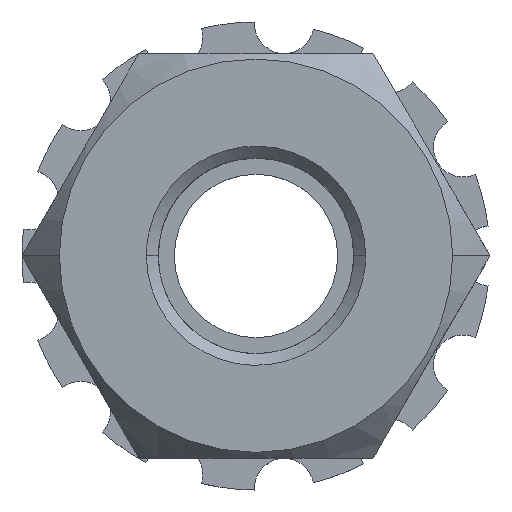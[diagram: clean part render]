
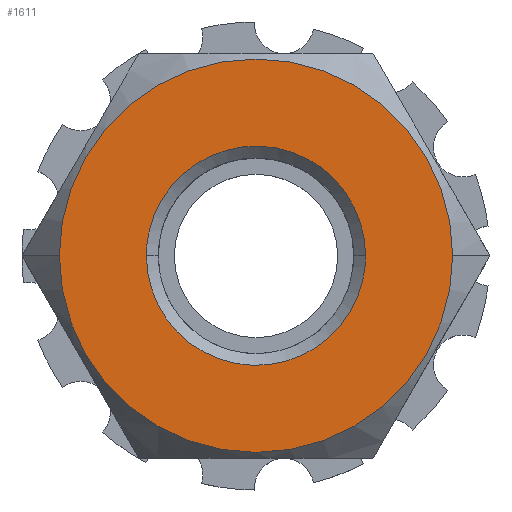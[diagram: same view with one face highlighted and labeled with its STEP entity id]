
A CAD part, top view. The second image highlights one B-rep face of the part: STEP entity #1611.
In plain terms, the highlighted planar face has unit normal (0, 0, 1).
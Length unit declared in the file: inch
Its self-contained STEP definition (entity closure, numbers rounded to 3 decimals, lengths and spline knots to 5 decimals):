
#37 = CARTESIAN_POINT ( 'NONE',  ( -0.52141, 0.12265, 0.121 ) ) ;
#113 = CARTESIAN_POINT ( 'NONE',  ( -0.70541, 0.09861, 0.121 ) ) ;
#114 = CARTESIAN_POINT ( 'NONE',  ( -0.70541, 0.12265, 0.121 ) ) ;
#116 = B_SPLINE_CURVE_WITH_KNOTS ( 'NONE', 3,
 ( #114, #113, #243, #242, #241, #240, #239 ),
 .UNSPECIFIED., .F., .F.,
 ( 4, 1, 1, 1, 4 ),
 ( 0., 0.00183, 0.00365, 0.00548, 0.0073 ),
 .UNSPECIFIED. ) ;
#237 = CARTESIAN_POINT ( 'NONE',  ( -0.70541, 0.12265, 0.121 ) ) ;
#239 = CARTESIAN_POINT ( 'NONE',  ( -0.52141, 0.12265, 0.121 ) ) ;
#240 = CARTESIAN_POINT ( 'NONE',  ( -0.52141, 0.09918, 0.121 ) ) ;
#241 = CARTESIAN_POINT ( 'NONE',  ( -0.54132, 0.0503, 0.121 ) ) ;
#242 = CARTESIAN_POINT ( 'NONE',  ( -0.61341, 0.02076, 0.121 ) ) ;
#243 = CARTESIAN_POINT ( 'NONE',  ( -0.6855, 0.05054, 0.121 ) ) ;
#644 = CARTESIAN_POINT ( 'NONE',  ( -0.70541, 0.12265, 0.121 ) ) ;
#645 = CARTESIAN_POINT ( 'NONE',  ( -0.70541, 0.14668, 0.121 ) ) ;
#646 = CARTESIAN_POINT ( 'NONE',  ( -0.6855, 0.19476, 0.121 ) ) ;
#647 = CARTESIAN_POINT ( 'NONE',  ( -0.61341, 0.22453, 0.121 ) ) ;
#648 = CARTESIAN_POINT ( 'NONE',  ( -0.54132, 0.195, 0.121 ) ) ;
#649 = CARTESIAN_POINT ( 'NONE',  ( -0.52141, 0.14612, 0.121 ) ) ;
#650 = CARTESIAN_POINT ( 'NONE',  ( -0.52141, 0.12265, 0.121 ) ) ;
#653 = B_SPLINE_CURVE_WITH_KNOTS ( 'NONE', 3,
 ( #650, #649, #648, #647, #646, #645, #644 ),
 .UNSPECIFIED., .F., .F.,
 ( 4, 1, 1, 1, 4 ),
 ( 0.0073, 0.00913, 0.01096, 0.01278, 0.01461 ),
 .UNSPECIFIED. ) ;
#1483 = CARTESIAN_POINT ( 'NONE',  ( -0.77841, 0.12265, 0.121 ) ) ;
#1484 = CARTESIAN_POINT ( 'NONE',  ( -0.44841, 0.12265, 0.121 ) ) ;
#1485 = DIRECTION ( 'NONE',  ( -1., 0., 0. ) ) ;
#1486 = DIRECTION ( 'NONE',  ( 0., 0., 1. ) ) ;
#1487 = AXIS2_PLACEMENT_3D ( 'NONE', #1493, #1486, #1485 ) ;
#1488 = CIRCLE ( 'NONE', #1487, 0.165 ) ;
#1493 = CARTESIAN_POINT ( 'NONE',  ( -0.61341, 0.12265, 0.121 ) ) ;
#1522 = DIRECTION ( 'NONE',  ( -1., 0., 0. ) ) ;
#1523 = DIRECTION ( 'NONE',  ( 0., 0., 1. ) ) ;
#1524 = CARTESIAN_POINT ( 'NONE',  ( -0.61341, 0.12265, 0.121 ) ) ;
#1525 = AXIS2_PLACEMENT_3D ( 'NONE', #1524, #1523, #1522 ) ;
#1526 = CIRCLE ( 'NONE', #1525, 0.165 ) ;
#1527 = DIRECTION ( 'NONE',  ( 1., 0., 0. ) ) ;
#1528 = DIRECTION ( 'NONE',  ( 0., 0., 1. ) ) ;
#1529 = CARTESIAN_POINT ( 'NONE',  ( -0.84897, -0.08135, 0.121 ) ) ;
#1530 = AXIS2_PLACEMENT_3D ( 'NONE', #1529, #1528, #1527 ) ;
#1531 = PLANE ( 'NONE',  #1530 ) ;
#1532 = FACE_BOUND ( 'NONE', #1608, .T. ) ;
#1533 = FACE_OUTER_BOUND ( 'NONE', #1617, .T. ) ;
#1608 = EDGE_LOOP ( 'NONE', ( #1765, #1953 ) ) ;
#1610 = ORIENTED_EDGE ( 'NONE', *, *, #1657, .T. ) ;
#1611 = ADVANCED_FACE ( 'NONE', ( #1533, #1532 ), #1531, .T. ) ;
#1612 = EDGE_CURVE ( 'NONE', #1659, #1658, #1526, .T. ) ;
#1616 = ORIENTED_EDGE ( 'NONE', *, *, #1612, .T. ) ;
#1617 = EDGE_LOOP ( 'NONE', ( #1616, #1610 ) ) ;
#1657 = EDGE_CURVE ( 'NONE', #1658, #1659, #1488, .T. ) ;
#1658 = VERTEX_POINT ( 'NONE', #1484 ) ;
#1659 = VERTEX_POINT ( 'NONE', #1483 ) ;
#1685 = EDGE_CURVE ( 'NONE', #1687, #1695, #116, .T. ) ;
#1687 = VERTEX_POINT ( 'NONE', #237 ) ;
#1695 = VERTEX_POINT ( 'NONE', #37 ) ;
#1765 = ORIENTED_EDGE ( 'NONE', *, *, #1926, .F. ) ;
#1926 = EDGE_CURVE ( 'NONE', #1695, #1687, #653, .T. ) ;
#1953 = ORIENTED_EDGE ( 'NONE', *, *, #1685, .F. ) ;
